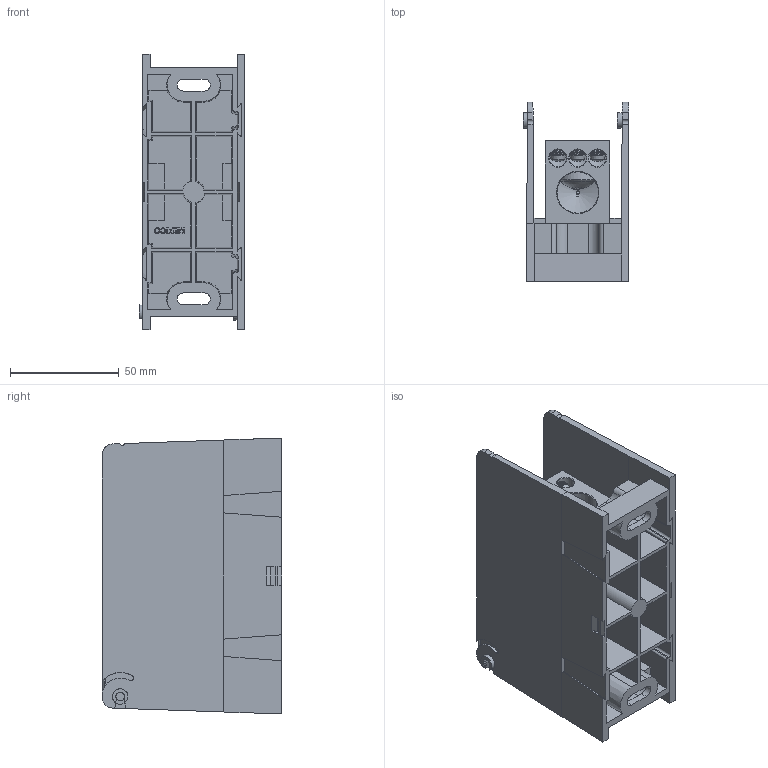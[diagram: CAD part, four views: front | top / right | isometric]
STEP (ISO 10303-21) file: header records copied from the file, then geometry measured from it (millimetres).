
FILE_DESCRIPTION (( 'STEP AP214' ), '1' );
FILE_NAME ('701928rev-1P.STEP', '2019-12-16T13:58:35', ( '' ), ( '' ), 'SwSTEP 2.0', 'SolidWorks 2017', '' );
FILE_SCHEMA (( 'AUTOMOTIVE_DESIGN' ));
Length unit declared in the file: inch
Products named in the file (2): 701928rev-1P
Bounding box: 48.6 x 82.55 x 127.01 mm (x, y, z)
Volume: 164084.8 mm3; surface area: 99171.9 mm2
Topology: 9 solids, 9 shells, 590 faces, 1576 edges, 1027 vertices
Faces by surface type: plane 286, cylinder 144, cone 127, bspline 24, sphere 5, torus 4
Full cylindrical faces by diameter (mm): 4.064 x1, 4.928 x1, 6.909 x4, 7.009 x12, 7.112 x1, 7.925 x12, 10.795 x1, 12.7 x1, 15.875 x1, 17.475 x1, 19.05 x2, 22.225 x1
Entity records: 30760 total; most frequent: CARTESIAN_POINT 9755, ORIENTED_EDGE 2776, DIRECTION 2458, EDGE_CURVE 1388, VERTEX_POINT 956, LINE 820, VECTOR 820, AXIS2_PLACEMENT_3D 819
